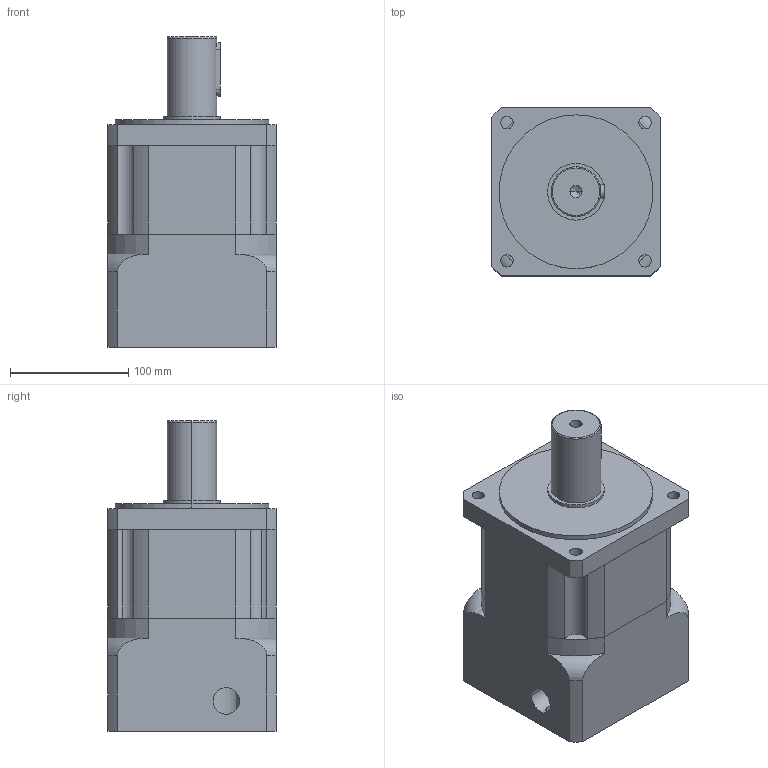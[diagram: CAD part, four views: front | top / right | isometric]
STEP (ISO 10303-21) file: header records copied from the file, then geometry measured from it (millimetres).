
FILE_DESCRIPTION (( 'STEP AP214' ), '1' );
FILE_NAME ('DA150-PX-L1-XX-22-110-145-M8_2019.STEP', '2019-03-13T05:31:43', ( 'Y' ), ( 'NCU' ), 'SwSTEP 2.0', 'SolidWorks 2016', '' );
FILE_SCHEMA (( 'AUTOMOTIVE_DESIGN' ));
Length unit declared in the file: millimetre
Products named in the file (1): DA150-PX-L1-XX-22-110-145-M8_2019
Bounding box: 142 x 142 x 262 mm (x, y, z)
Volume: 3354098.9 mm3; surface area: 305239.7 mm2
Topology: 3 solids, 3 shells, 261 faces, 631 edges, 406 vertices
Faces by surface type: cylinder 117, plane 112, cone 26, torus 6
Entity records: 9210 total; most frequent: CARTESIAN_POINT 2093, DIRECTION 1360, ORIENTED_EDGE 1242, EDGE_CURVE 621, AXIS2_PLACEMENT_3D 505, VERTEX_POINT 406, VECTOR 350, LINE 350
